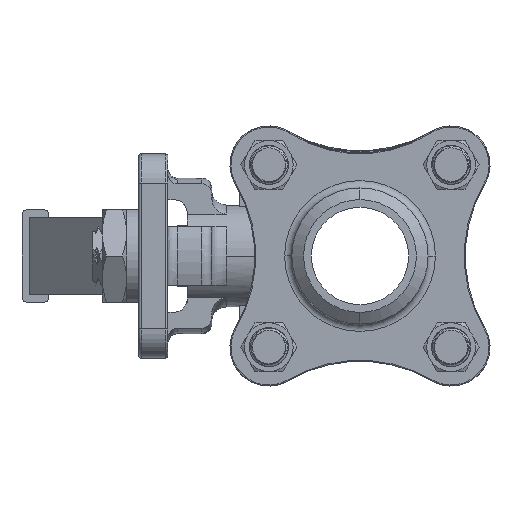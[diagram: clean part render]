
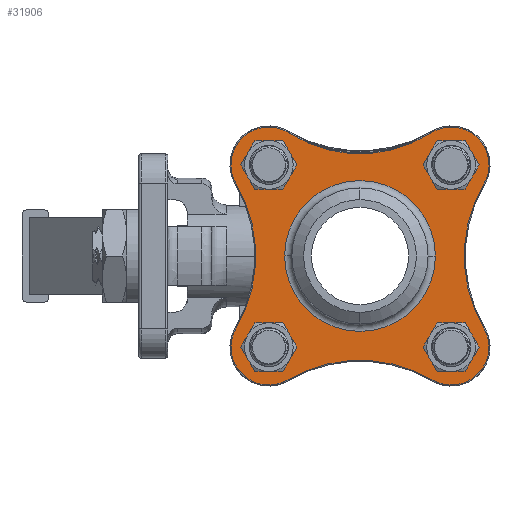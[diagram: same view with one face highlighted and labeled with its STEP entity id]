
A CAD part, left-side view. The second image highlights one B-rep face of the part: STEP entity #31906.
In plain terms, the highlighted planar face has unit normal (-1, 0, 0).
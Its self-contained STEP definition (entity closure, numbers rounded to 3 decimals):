
#31050=CARTESIAN_POINT('',(0.,0.,-50.642));
#31051=DIRECTION('',(1.,0.,0.));
#31052=DIRECTION('',(0.,0.506,0.862));
#31053=AXIS2_PLACEMENT_3D('',#31050,#31051,#31052);
#31055=CARTESIAN_POINT('',(0.,18.738,-18.738));
#31056=DIRECTION('',(-1.,0.,0.));
#31057=DIRECTION('',(0.,0.862,0.506));
#31058=AXIS2_PLACEMENT_3D('',#31055,#31056,#31057);
#31060=CARTESIAN_POINT('',(0.,50.642,0.));
#31061=DIRECTION('',(1.,0.,0.));
#31062=DIRECTION('',(0.,-0.862,0.506));
#31063=AXIS2_PLACEMENT_3D('',#31060,#31061,#31062);
#31065=CARTESIAN_POINT('',(0.,18.738,18.738));
#31066=DIRECTION('',(-1.,0.,0.));
#31067=DIRECTION('',(0.,-0.543,0.84));
#31068=AXIS2_PLACEMENT_3D('',#31065,#31066,#31067);
#31070=CARTESIAN_POINT('',(0.,0.,47.706));
#31071=DIRECTION('',(1.,0.,0.));
#31072=DIRECTION('',(0.,-0.543,-0.84));
#31073=AXIS2_PLACEMENT_3D('',#31070,#31071,#31072);
#31075=CARTESIAN_POINT('',(0.,-18.738,18.738));
#31076=DIRECTION('',(-1.,0.,0.));
#31077=DIRECTION('',(0.,-0.862,-0.506));
#31078=AXIS2_PLACEMENT_3D('',#31075,#31076,#31077);
#31080=CARTESIAN_POINT('',(0.,-50.642,0.));
#31081=DIRECTION('',(1.,0.,0.));
#31082=DIRECTION('',(0.,0.862,-0.506));
#31083=AXIS2_PLACEMENT_3D('',#31080,#31081,#31082);
#31085=CARTESIAN_POINT('',(0.,-18.738,-18.738));
#31086=DIRECTION('',(-1.,0.,0.));
#31087=DIRECTION('',(0.,0.506,-0.862));
#31088=AXIS2_PLACEMENT_3D('',#31085,#31086,#31087);
#31090=CARTESIAN_POINT('',(0.,-18.738,-18.738));
#31091=DIRECTION('',(-1.,0.,0.));
#31092=DIRECTION('',(0.,-1.,0.));
#31093=AXIS2_PLACEMENT_3D('',#31090,#31091,#31092);
#31095=CARTESIAN_POINT('',(0.,-18.738,-18.738));
#31096=DIRECTION('',(-1.,0.,0.));
#31097=DIRECTION('',(0.,1.,0.));
#31098=AXIS2_PLACEMENT_3D('',#31095,#31096,#31097);
#31100=CARTESIAN_POINT('',(0.,-18.738,18.738));
#31101=DIRECTION('',(-1.,0.,0.));
#31102=DIRECTION('',(0.,-1.,0.));
#31103=AXIS2_PLACEMENT_3D('',#31100,#31101,#31102);
#31105=CARTESIAN_POINT('',(0.,-18.738,18.738));
#31106=DIRECTION('',(-1.,0.,0.));
#31107=DIRECTION('',(0.,1.,0.));
#31108=AXIS2_PLACEMENT_3D('',#31105,#31106,#31107);
#31110=CARTESIAN_POINT('',(0.,18.738,18.738));
#31111=DIRECTION('',(-1.,0.,0.));
#31112=DIRECTION('',(0.,-1.,0.));
#31113=AXIS2_PLACEMENT_3D('',#31110,#31111,#31112);
#31115=CARTESIAN_POINT('',(0.,18.738,18.738));
#31116=DIRECTION('',(-1.,0.,0.));
#31117=DIRECTION('',(0.,1.,0.));
#31118=AXIS2_PLACEMENT_3D('',#31115,#31116,#31117);
#31120=CARTESIAN_POINT('',(0.,18.738,-18.738));
#31121=DIRECTION('',(-1.,0.,0.));
#31122=DIRECTION('',(0.,-1.,0.));
#31123=AXIS2_PLACEMENT_3D('',#31120,#31121,#31122);
#31125=CARTESIAN_POINT('',(0.,18.738,-18.738));
#31126=DIRECTION('',(-1.,0.,0.));
#31127=DIRECTION('',(0.,1.,0.));
#31128=AXIS2_PLACEMENT_3D('',#31125,#31126,#31127);
#31130=CARTESIAN_POINT('',(0.,0.,0.));
#31131=DIRECTION('',(-1.,0.,0.));
#31132=DIRECTION('',(0.,-1.,0.));
#31133=AXIS2_PLACEMENT_3D('',#31130,#31131,#31132);
#31135=CARTESIAN_POINT('',(0.,0.,0.));
#31136=DIRECTION('',(-1.,0.,0.));
#31137=DIRECTION('',(0.,1.,0.));
#31138=AXIS2_PLACEMENT_3D('',#31135,#31136,#31137);
#31700=CARTESIAN_POINT('',(0.,-23.038,-18.738));
#31701=CARTESIAN_POINT('',(0.,-14.438,-18.738));
#31702=VERTEX_POINT('',#31700);
#31703=VERTEX_POINT('',#31701);
#31704=CARTESIAN_POINT('',(0.,-23.038,18.738));
#31705=CARTESIAN_POINT('',(0.,-14.438,18.738));
#31706=VERTEX_POINT('',#31704);
#31707=VERTEX_POINT('',#31705);
#31708=CARTESIAN_POINT('',(0.,14.438,18.738));
#31709=CARTESIAN_POINT('',(0.,23.038,18.738));
#31710=VERTEX_POINT('',#31708);
#31711=VERTEX_POINT('',#31709);
#31712=CARTESIAN_POINT('',(0.,14.438,-18.738));
#31713=CARTESIAN_POINT('',(0.,23.038,-18.738));
#31714=VERTEX_POINT('',#31712);
#31715=VERTEX_POINT('',#31713);
#31738=CARTESIAN_POINT('',(0.,14.788,-25.464));
#31739=CARTESIAN_POINT('',(0.,-14.788,-25.464));
#31740=VERTEX_POINT('',#31738);
#31741=VERTEX_POINT('',#31739);
#31746=CARTESIAN_POINT('',(0.,-25.464,-14.788));
#31747=VERTEX_POINT('',#31746);
#31750=CARTESIAN_POINT('',(0.,-25.464,14.788));
#31751=VERTEX_POINT('',#31750);
#31754=CARTESIAN_POINT('',(0.,-14.502,25.288));
#31755=VERTEX_POINT('',#31754);
#31758=CARTESIAN_POINT('',(0.,14.502,25.288));
#31759=VERTEX_POINT('',#31758);
#31762=CARTESIAN_POINT('',(0.,25.464,14.788));
#31763=VERTEX_POINT('',#31762);
#31766=CARTESIAN_POINT('',(0.,25.464,-14.788));
#31767=VERTEX_POINT('',#31766);
#31845=CARTESIAN_POINT('',(0.,-15.5,0.));
#31846=CARTESIAN_POINT('',(0.,15.5,0.));
#31847=VERTEX_POINT('',#31845);
#31848=VERTEX_POINT('',#31846);
#31853=CARTESIAN_POINT('',(0.,0.,0.));
#31854=DIRECTION('',(1.,0.,0.));
#31855=DIRECTION('',(0.,-1.,0.));
#31856=AXIS2_PLACEMENT_3D('',#31853,#31854,#31855);
#31857=PLANE('',#31856);
#31859=ORIENTED_EDGE('',*,*,#31858,.F.);
#31861=ORIENTED_EDGE('',*,*,#31860,.F.);
#31863=ORIENTED_EDGE('',*,*,#31862,.F.);
#31865=ORIENTED_EDGE('',*,*,#31864,.F.);
#31867=ORIENTED_EDGE('',*,*,#31866,.F.);
#31869=ORIENTED_EDGE('',*,*,#31868,.F.);
#31871=ORIENTED_EDGE('',*,*,#31870,.F.);
#31873=ORIENTED_EDGE('',*,*,#31872,.F.);
#31874=EDGE_LOOP('',(#31859,#31861,#31863,#31865,#31867,#31869,#31871,#31873));
#31875=FACE_OUTER_BOUND('',#31874,.F.);
#31877=ORIENTED_EDGE('',*,*,#31876,.T.);
#31879=ORIENTED_EDGE('',*,*,#31878,.T.);
#31880=EDGE_LOOP('',(#31877,#31879));
#31881=FACE_BOUND('',#31880,.F.);
#31883=ORIENTED_EDGE('',*,*,#31882,.T.);
#31885=ORIENTED_EDGE('',*,*,#31884,.T.);
#31886=EDGE_LOOP('',(#31883,#31885));
#31887=FACE_BOUND('',#31886,.F.);
#31889=ORIENTED_EDGE('',*,*,#31888,.T.);
#31891=ORIENTED_EDGE('',*,*,#31890,.T.);
#31892=EDGE_LOOP('',(#31889,#31891));
#31893=FACE_BOUND('',#31892,.F.);
#31895=ORIENTED_EDGE('',*,*,#31894,.T.);
#31897=ORIENTED_EDGE('',*,*,#31896,.T.);
#31898=EDGE_LOOP('',(#31895,#31897));
#31899=FACE_BOUND('',#31898,.F.);
#31901=ORIENTED_EDGE('',*,*,#31900,.T.);
#31903=ORIENTED_EDGE('',*,*,#31902,.T.);
#31904=EDGE_LOOP('',(#31901,#31903));
#31905=FACE_BOUND('',#31904,.F.);
#31054=CIRCLE('',#31053,29.2);
#31059=CIRCLE('',#31058,7.8);
#31064=CIRCLE('',#31063,29.2);
#31069=CIRCLE('',#31068,7.8);
#31074=CIRCLE('',#31073,26.7);
#31079=CIRCLE('',#31078,7.8);
#31084=CIRCLE('',#31083,29.2);
#31089=CIRCLE('',#31088,7.8);
#31094=CIRCLE('',#31093,4.3);
#31099=CIRCLE('',#31098,4.3);
#31104=CIRCLE('',#31103,4.3);
#31109=CIRCLE('',#31108,4.3);
#31114=CIRCLE('',#31113,4.3);
#31119=CIRCLE('',#31118,4.3);
#31124=CIRCLE('',#31123,4.3);
#31129=CIRCLE('',#31128,4.3);
#31134=CIRCLE('',#31133,15.5);
#31139=CIRCLE('',#31138,15.5);
#31858=EDGE_CURVE('',#31740,#31741,#31054,.T.);
#31860=EDGE_CURVE('',#31767,#31740,#31059,.T.);
#31862=EDGE_CURVE('',#31763,#31767,#31064,.T.);
#31864=EDGE_CURVE('',#31759,#31763,#31069,.T.);
#31866=EDGE_CURVE('',#31755,#31759,#31074,.T.);
#31868=EDGE_CURVE('',#31751,#31755,#31079,.T.);
#31870=EDGE_CURVE('',#31747,#31751,#31084,.T.);
#31872=EDGE_CURVE('',#31741,#31747,#31089,.T.);
#31876=EDGE_CURVE('',#31702,#31703,#31094,.T.);
#31878=EDGE_CURVE('',#31703,#31702,#31099,.T.);
#31882=EDGE_CURVE('',#31706,#31707,#31104,.T.);
#31884=EDGE_CURVE('',#31707,#31706,#31109,.T.);
#31888=EDGE_CURVE('',#31710,#31711,#31114,.T.);
#31890=EDGE_CURVE('',#31711,#31710,#31119,.T.);
#31894=EDGE_CURVE('',#31714,#31715,#31124,.T.);
#31896=EDGE_CURVE('',#31715,#31714,#31129,.T.);
#31900=EDGE_CURVE('',#31847,#31848,#31134,.T.);
#31902=EDGE_CURVE('',#31848,#31847,#31139,.T.);
#31906=ADVANCED_FACE('',(#31875,#31881,#31887,#31893,#31899,#31905),#31857,.F.);
